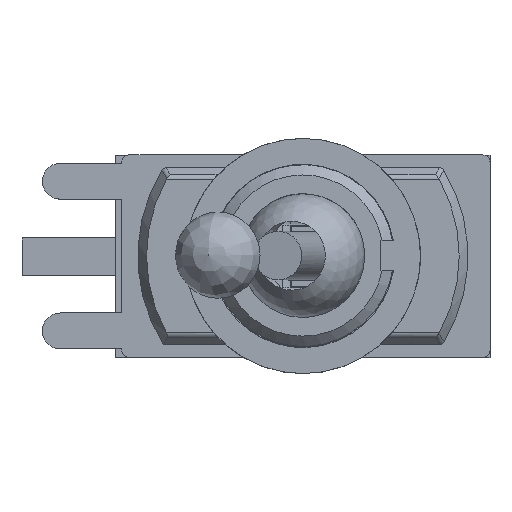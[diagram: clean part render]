
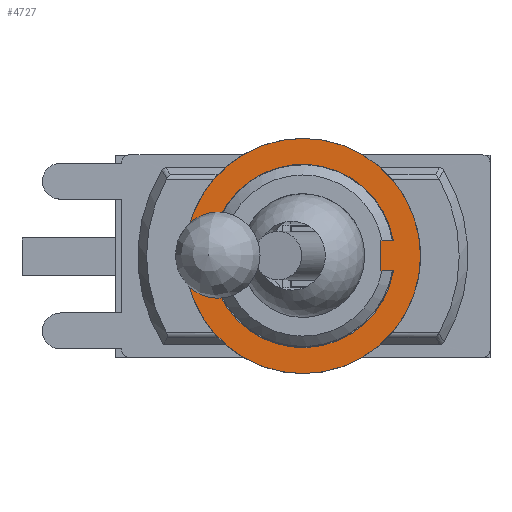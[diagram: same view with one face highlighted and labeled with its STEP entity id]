
A CAD part, top view. The second image highlights one B-rep face of the part: STEP entity #4727.
In plain terms, the highlighted planar face has unit normal (0, 0, 1).
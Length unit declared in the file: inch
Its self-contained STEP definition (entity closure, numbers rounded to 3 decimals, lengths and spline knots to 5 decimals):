
#148=FACE_BOUND('',#682,.T.);
#399=FACE_OUTER_BOUND('',#681,.T.);
#681=EDGE_LOOP('',(#4116));
#682=EDGE_LOOP('',(#4117,#4118,#4119,#4120));
#818=CIRCLE('',#5139,0.12244);
#821=CIRCLE('',#5147,0.15709);
#1282=LINE('',#7948,#1783);
#1289=LINE('',#7968,#1790);
#1291=LINE('',#7974,#1792);
#1783=VECTOR('',#6315,0.3937);
#1790=VECTOR('',#6334,0.3937);
#1792=VECTOR('',#6344,0.3937);
#2216=VERTEX_POINT('',#7945);
#2217=VERTEX_POINT('',#7947);
#2223=VERTEX_POINT('',#7965);
#2224=VERTEX_POINT('',#7967);
#2225=VERTEX_POINT('',#7981);
#2843=EDGE_CURVE('',#2217,#2216,#1282,.T.);
#2853=EDGE_CURVE('',#2224,#2223,#1289,.T.);
#2856=EDGE_CURVE('',#2223,#2217,#818,.T.);
#2857=EDGE_CURVE('',#2216,#2224,#1291,.T.);
#2860=EDGE_CURVE('',#2225,#2225,#821,.T.);
#4116=ORIENTED_EDGE('',*,*,#2860,.F.);
#4117=ORIENTED_EDGE('',*,*,#2853,.T.);
#4118=ORIENTED_EDGE('',*,*,#2856,.T.);
#4119=ORIENTED_EDGE('',*,*,#2843,.T.);
#4120=ORIENTED_EDGE('',*,*,#2857,.T.);
#4469=PLANE('',#5148);
#4727=ADVANCED_FACE('',(#399,#148),#4469,.F.);
#5139=AXIS2_PLACEMENT_3D('',#7972,#6340,#6341);
#5147=AXIS2_PLACEMENT_3D('',#7982,#6357,#6358);
#5148=AXIS2_PLACEMENT_3D('',#7984,#6360,#6361);
#6315=DIRECTION('',(-1.,0.,0.));
#6334=DIRECTION('',(1.,0.,0.));
#6340=DIRECTION('center_axis',(0.,0.,
-1.));
#6341=DIRECTION('ref_axis',(0.986,0.164,0.));
#6344=DIRECTION('',(0.,-1.,0.));
#6357=DIRECTION('center_axis',(0.,0.,
-1.));
#6358=DIRECTION('ref_axis',(1.,0.,0.));
#6360=DIRECTION('center_axis',(0.,0.,
-1.));
#6361=DIRECTION('ref_axis',(1.,0.,0.));
#7945=CARTESIAN_POINT('',(0.10374,0.02008,0.42992));
#7947=CARTESIAN_POINT('',(0.12078,0.02008,0.42992));
#7948=CARTESIAN_POINT('',(0.06039,0.02008,0.42992));
#7965=CARTESIAN_POINT('',(0.12078,-0.02008,0.42992));
#7967=CARTESIAN_POINT('',(0.10374,-0.02008,0.42992));
#7968=CARTESIAN_POINT('',(0.05187,-0.02008,0.42992));
#7972=CARTESIAN_POINT('Origin',(0.,0.,
0.42992));
#7974=CARTESIAN_POINT('',(0.10374,0.01004,0.42992));
#7981=CARTESIAN_POINT('',(-0.15709,0.,0.42992));
#7982=CARTESIAN_POINT('Origin',(0.,0.,
0.42992));
#7984=CARTESIAN_POINT('Origin',(0.,0.,
0.42992));
